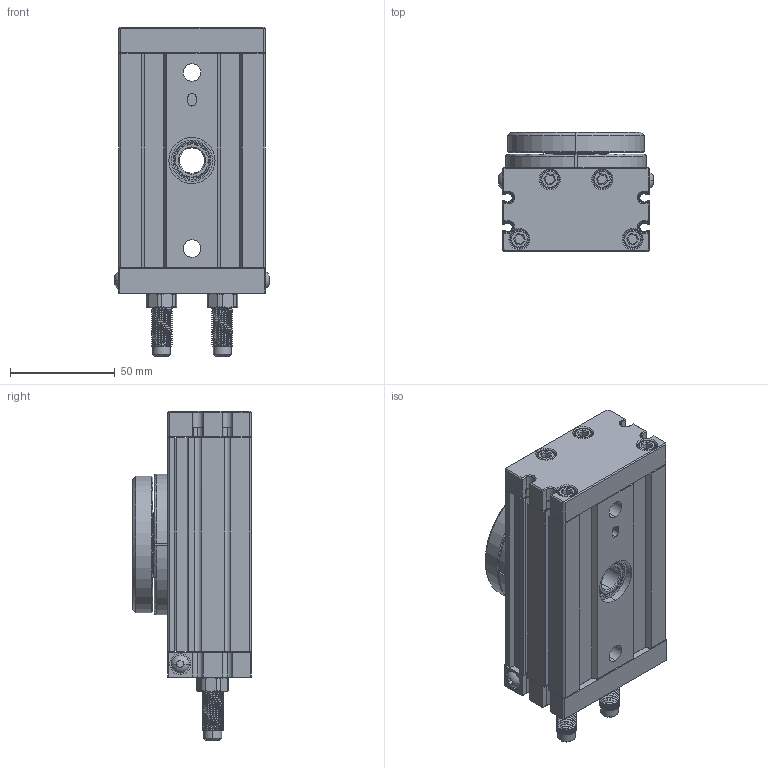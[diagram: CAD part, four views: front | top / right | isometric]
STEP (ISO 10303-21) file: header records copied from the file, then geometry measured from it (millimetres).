
FILE_DESCRIPTION (( 'STEP AP203' ), '1' );
FILE_NAME ('CRM30R.STEP', '2019-09-19T01:19:12', ( 'user' ), ( '' ), 'SwSTEP 2.0', 'SolidWorks 2014', '' );
FILE_SCHEMA (( 'CONFIG_CONTROL_DESIGN' ));
Products named in the file (1): CRM30R
Bounding box: 74.05 x 56.7 x 157 mm (x, y, z)
Surface area: 71888.6 mm2 (no closed solid volume)
Topology: 0 solids, 33 shells, 869 faces, 2582 edges, 1733 vertices
Faces by surface type: plane 391, cylinder 279, cone 120, bspline 71, torus 8
Entity records: 54570 total; most frequent: CARTESIAN_POINT 32346, ORIENTED_EDGE 4452, DIRECTION 4373, EDGE_CURVE 2582, VERTEX_POINT 1733, AXIS2_PLACEMENT_3D 1508, VECTOR 1357, LINE 1357
